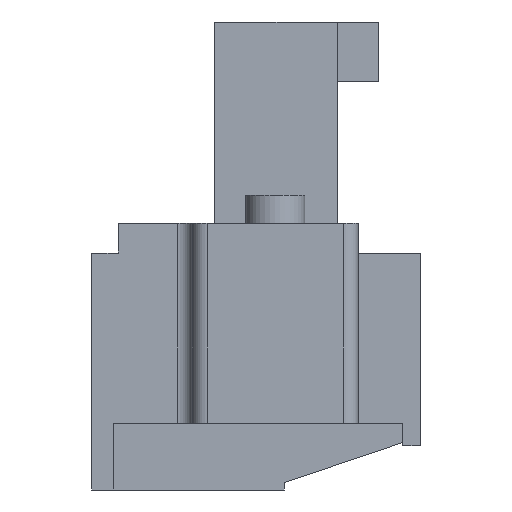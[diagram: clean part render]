
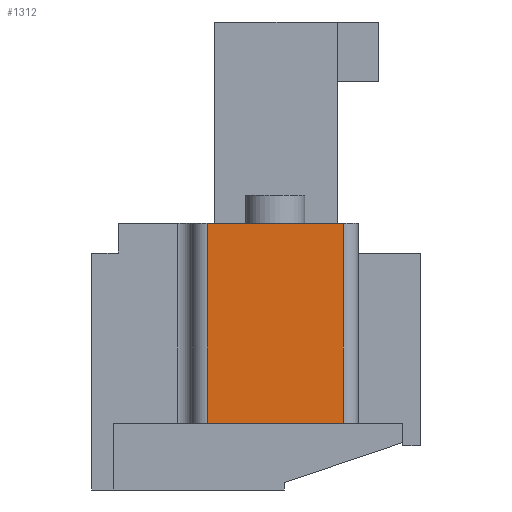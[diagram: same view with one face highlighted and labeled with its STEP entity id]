
A CAD part, left-side view. The second image highlights one B-rep face of the part: STEP entity #1312.
In plain terms, the highlighted planar face has unit normal (-1, 0, 0).
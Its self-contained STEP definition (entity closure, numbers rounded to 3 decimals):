
#1312 = ADVANCED_FACE( '', ( #2837 ), #2838, .T. );
#2837 = FACE_OUTER_BOUND( '', #4723, .T. );
#2838 = PLANE( '', #4724 );
#4723 = EDGE_LOOP( '', ( #7885, #7886, #7887, #7888 ) );
#4724 = AXIS2_PLACEMENT_3D( '', #7889, #7890, #7891 );
#7885 = ORIENTED_EDGE( '', *, *, #12281, .T. );
#7886 = ORIENTED_EDGE( '', *, *, #12282, .T. );
#7887 = ORIENTED_EDGE( '', *, *, #12283, .T. );
#7888 = ORIENTED_EDGE( '', *, *, #12284, .T. );
#7889 = CARTESIAN_POINT( '', ( -16.63, 0., 0. ) );
#7890 = DIRECTION( '', ( -1., 0., 0. ) );
#7891 = DIRECTION( '', ( 0., 0., 1. ) );
#12281 = EDGE_CURVE( '', #15083, #15084, #15085, .T. );
#12282 = EDGE_CURVE( '', #15084, #15086, #15087, .T. );
#12283 = EDGE_CURVE( '', #15086, #15088, #15089, .T. );
#12284 = EDGE_CURVE( '', #15088, #15083, #15090, .T. );
#15083 = VERTEX_POINT( '', #19070 );
#15084 = VERTEX_POINT( '', #19071 );
#15085 = LINE( '', #19072, #19073 );
#15086 = VERTEX_POINT( '', #19074 );
#15087 = LINE( '', #19075, #19076 );
#15088 = VERTEX_POINT( '', #19077 );
#15089 = LINE( '', #19078, #19079 );
#15090 = LINE( '', #19080, #19081 );
#19070 = CARTESIAN_POINT( '', ( -16.63, -3.55, 5. ) );
#19071 = CARTESIAN_POINT( '', ( -16.63, 1.05, 5. ) );
#19072 = CARTESIAN_POINT( '', ( -16.63, -4.05, 5. ) );
#19073 = VECTOR( '', #21895, 1000. );
#19074 = CARTESIAN_POINT( '', ( -16.63, 1.05, -1.75 ) );
#19075 = CARTESIAN_POINT( '', ( -16.63, 1.05, -1.75 ) );
#19076 = VECTOR( '', #21896, 1000. );
#19077 = CARTESIAN_POINT( '', ( -16.63, -3.55, -1.75 ) );
#19078 = CARTESIAN_POINT( '', ( -16.63, 1.55, -1.75 ) );
#19079 = VECTOR( '', #21897, 1000. );
#19080 = CARTESIAN_POINT( '', ( -16.63, -3.55, 5. ) );
#19081 = VECTOR( '', #21898, 1000. );
#21895 = DIRECTION( '', ( 0., 1., 0. ) );
#21896 = DIRECTION( '', ( 0., 0., -1. ) );
#21897 = DIRECTION( '', ( 0., -1., 0. ) );
#21898 = DIRECTION( '', ( 0., 0., 1. ) );
